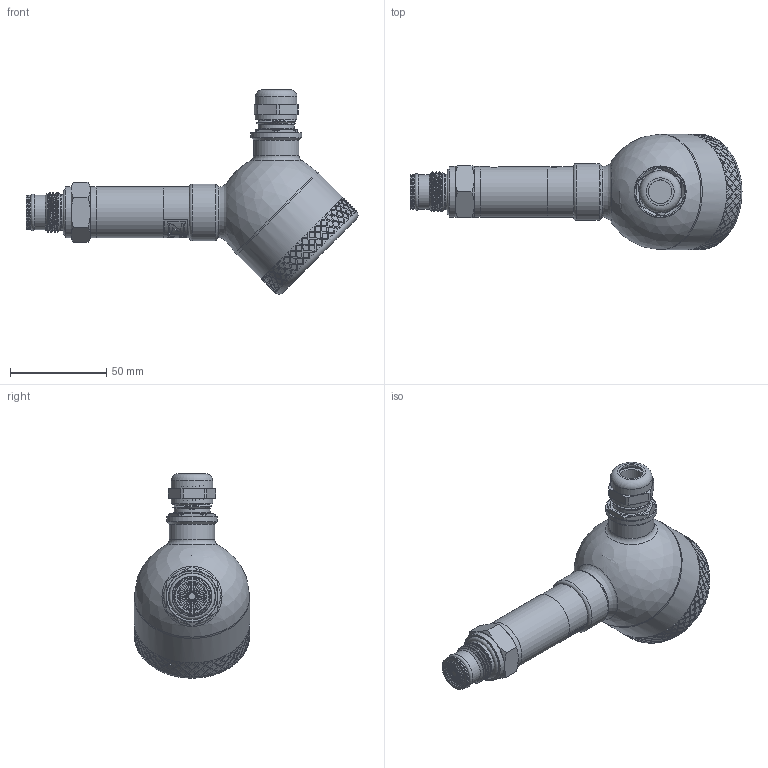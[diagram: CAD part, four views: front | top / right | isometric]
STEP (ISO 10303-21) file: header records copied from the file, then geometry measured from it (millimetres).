
FILE_DESCRIPTION(/* description */ (''),/* implementation_level */ '2;1');
FILE_NAME(/* name */ 'APZ3420mFH_G1''2DIN-solidflush_1_display.step',/* time_stamp */ '2021-07-07T16:25:31+03:00',/* author */ (''),/* organization */ (''),/* preprocessor_version */ 'ST-DEVELOPER v18.1',/* originating_system */ 'Autodesk Translation Framework v10.9.0.1377',/* authorisation */ '');
FILE_SCHEMA (('AUTOMOTIVE_DESIGN { 1 0 10303 214 3 1 1 }'));
Length unit declared in the file: millimetre
Products named in the file (14): АПЗ420М-полевойкорпус-
заполненный; Заполненный полевой 
корпус v13; Cover for display; Display; M20x1,5 steel cable gland v5; Cuerpo GAE.2000.0 Prensaestopas GADI M20x1.5 IP68 Laton; Junta GAE.2000.0 Prensaestopas GADI M20x1.5 IP68 Laton; Tuerca GAE.2000.0 Prensaestopas GADI M20x1.5 IP68 Laton; Brida GAE.2000.0 Prensaestopas GADI M20x1.5 IP68 Laton; Goma GAE.2000.0 Prensaestopas GADI M20x1.5 IP68 Laton; Main body; Adapter M20x1,5; shell; G1\2 flush diaphragm (1)
Assembly tree (13 placements, depth 4):
  АПЗ420М-полевойкорпус-
заполненный
    Заполненный полевой 
корпус v13
      Cover for display
      Display
      M20x1,5 steel cable gland v5
        Cuerpo GAE.2000.0 Prensaestopas GADI M20x1.5 IP68 Laton
        Junta GAE.2000.0 Prensaestopas GADI M20x1.5 IP68 Laton
        Tuerca GAE.2000.0 Prensaestopas GADI M20x1.5 IP68 Laton
        Brida GAE.2000.0 Prensaestopas GADI M20x1.5 IP68 Laton
        Goma GAE.2000.0 Prensaestopas GADI M20x1.5 IP68 Laton
      Main body
      Adapter M20x1,5
    shell
    G1\2 flush diaphragm (1)
Bounding box: 172.88 x 60.1 x 106.38 mm (x, y, z)
Volume: 241610.2 mm3; surface area: 59083 mm2
Topology: 21 solids, 21 shells, 1873 faces, 4684 edges, 3068 vertices
Faces by surface type: bspline 1034, plane 381, cylinder 343, cone 66, torus 48, sphere 1
Full cylindrical faces by diameter (mm): 2 x2, 4 x1, 5 x4, 12.3 x2, 13 x1, 15 x5, 16 x1, 16.2 x1, 17 x1, 17.15 x1, 17.4 x1, 18 x7, 18.4 x1, 18.526 x5, 18.631 x2, 18.75 x7, 19 x1, 20 x2, 20.203 x5, 20.3 x5, 20.8 x1, 21.6 x1, 21.7 x2, 21.767 x1, 22.4 x1, 23.6 x1, 24 x1, 24.5 x4, 26.5 x5, 29.5 x1
Entity records: 78122 total; most frequent: CARTESIAN_POINT 41569, ORIENTED_EDGE 9366, EDGE_CURVE 4683, DIRECTION 4013, VERTEX_POINT 3068, B_SPLINE_CURVE_WITH_KNOTS 2928, EDGE_LOOP 2135, FACE_OUTER_BOUND 1873
